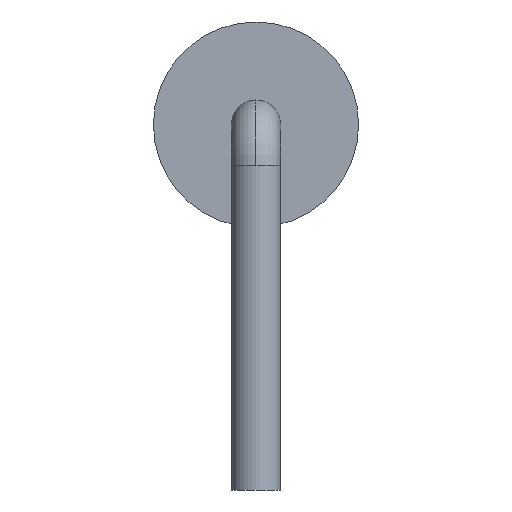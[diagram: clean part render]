
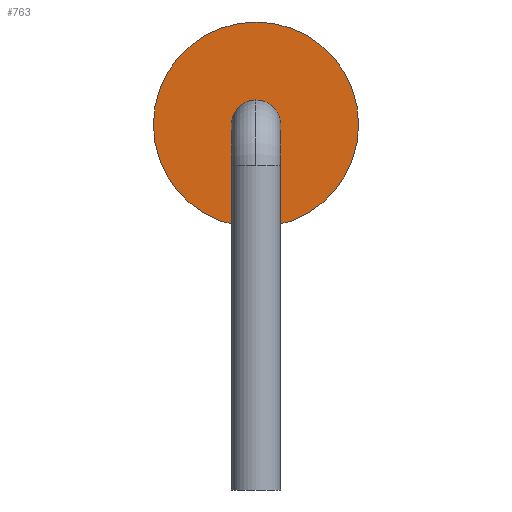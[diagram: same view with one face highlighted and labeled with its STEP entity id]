
A CAD part, left-side view. The second image highlights one B-rep face of the part: STEP entity #763.
In plain terms, the highlighted planar face has unit normal (-1, 0, 0).
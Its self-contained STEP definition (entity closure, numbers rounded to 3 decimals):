
#683=CARTESIAN_POINT('',(-3.5,0.0,0.));
#684=VERTEX_POINT('',#683);
#693=CARTESIAN_POINT('',(-3.5,0.,2.5));
#694=VERTEX_POINT('',#693);
#695=CARTESIAN_POINT('',(-3.5,0.0,1.25));
#696=DIRECTION('',(-1.0,0.0,0.0));
#697=DIRECTION('',(0.0,0.0,-1.0));
#698=AXIS2_PLACEMENT_3D('',#695,#696,#697);
#699=CIRCLE('',#698,1.25);
#700=EDGE_CURVE('',#694,#684,#699,.T.);
#734=CARTESIAN_POINT('',(-3.5,0.0,1.25));
#735=DIRECTION('',(-1.0,0.0,0.0));
#736=DIRECTION('',(0.0,0.0,-1.0));
#737=AXIS2_PLACEMENT_3D('',#734,#735,#736);
#738=CIRCLE('',#737,1.25);
#739=EDGE_CURVE('',#684,#694,#738,.T.);
#754=CARTESIAN_POINT('',(-3.5,0.0,1.25));
#755=DIRECTION('',(-1.0,0.0,0.0));
#756=DIRECTION('',(0.0,0.0,-1.0));
#757=AXIS2_PLACEMENT_3D('',#754,#755,#756);
#758=PLANE('',#757);
#759=ORIENTED_EDGE('',*,*,#739,.T.);
#760=ORIENTED_EDGE('',*,*,#700,.T.);
#761=EDGE_LOOP('',(#759,#760));
#762=FACE_OUTER_BOUND('',#761,.T.);
#763=ADVANCED_FACE('',(#762),#758,.T.);
